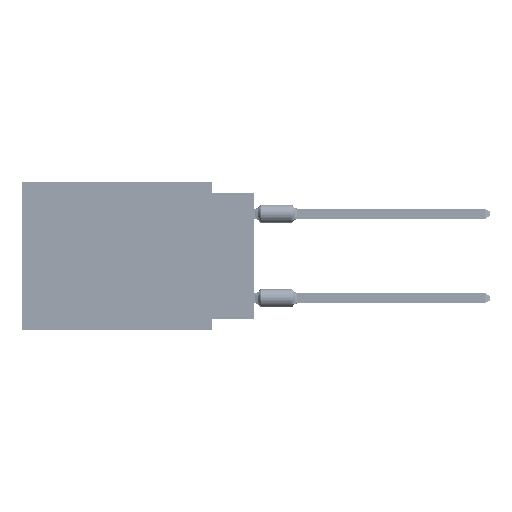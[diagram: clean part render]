
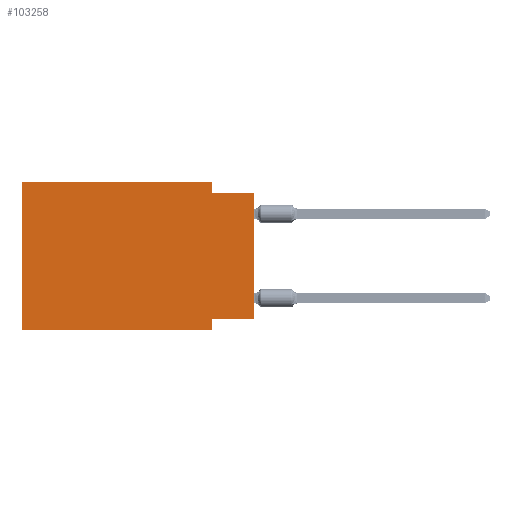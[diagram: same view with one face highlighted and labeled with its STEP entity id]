
A CAD part, left-side view. The second image highlights one B-rep face of the part: STEP entity #103258.
In plain terms, the highlighted planar face has unit normal (-1, 0, 0).
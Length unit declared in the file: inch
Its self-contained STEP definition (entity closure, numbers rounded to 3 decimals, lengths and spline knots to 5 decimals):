
#2838 = EDGE_CURVE ( 'NONE', #80452, #52131, #83204, .T. ) ;
#4000 = CARTESIAN_POINT ( 'NONE',  ( 0., 0.1, -0.35 ) ) ;
#4027 = CARTESIAN_POINT ( 'NONE',  ( 0., 0.55, 0. ) ) ;
#4954 = CARTESIAN_POINT ( 'NONE',  ( 0., 0.55, 0. ) ) ;
#9582 = CARTESIAN_POINT ( 'NONE',  ( 0., 0., 0. ) ) ;
#12579 = EDGE_CURVE ( 'NONE', #54994, #41833, #28045, .T. ) ;
#13088 = CARTESIAN_POINT ( 'NONE',  ( 0., 0.1, 0. ) ) ;
#14896 = EDGE_CURVE ( 'NONE', #31339, #41833, #92033, .T. ) ;
#16716 = DIRECTION ( 'NONE',  ( 0., 0., -1. ) ) ;
#18489 = EDGE_CURVE ( 'NONE', #43054, #40456, #78663, .T. ) ;
#18827 = VECTOR ( 'NONE', #29753, 39.37008 ) ;
#24364 = CARTESIAN_POINT ( 'NONE',  ( 0., 0.55, -0.35 ) ) ;
#24990 = ORIENTED_EDGE ( 'NONE', *, *, #18489, .F. ) ;
#25149 = VERTEX_POINT ( 'NONE', #68787 ) ;
#26948 = DIRECTION ( 'NONE',  ( 0., 0., -1. ) ) ;
#27228 = VECTOR ( 'NONE', #53366, 39.37008 ) ;
#28045 = LINE ( 'NONE', #43631, #91950 ) ;
#29753 = DIRECTION ( 'NONE',  ( 0., 0., -1. ) ) ;
#30747 = VECTOR ( 'NONE', #42369, 39.37008 ) ;
#31339 = VERTEX_POINT ( 'NONE', #49439 ) ;
#32334 = ORIENTED_EDGE ( 'NONE', *, *, #37429, .F. ) ;
#32658 = ORIENTED_EDGE ( 'NONE', *, *, #39163, .F. ) ;
#36826 = DIRECTION ( 'NONE',  ( 0., -1., 0. ) ) ;
#37429 = EDGE_CURVE ( 'NONE', #25149, #43054, #51882, .T. ) ;
#39163 = EDGE_CURVE ( 'NONE', #40456, #52131, #64639, .T. ) ;
#40456 = VERTEX_POINT ( 'NONE', #92526 ) ;
#41476 = CARTESIAN_POINT ( 'NONE',  ( 0., 0.1, -0.325 ) ) ;
#41626 = CARTESIAN_POINT ( 'NONE',  ( 0., 0., -0.325 ) ) ;
#41833 = VERTEX_POINT ( 'NONE', #4000 ) ;
#42369 = DIRECTION ( 'NONE',  ( 0., 0., 1. ) ) ;
#43054 = VERTEX_POINT ( 'NONE', #71552 ) ;
#43631 = CARTESIAN_POINT ( 'NONE',  ( 0., 0.1, -0.35 ) ) ;
#44618 = VECTOR ( 'NONE', #36826, 39.37008 ) ;
#48962 = ORIENTED_EDGE ( 'NONE', *, *, #14896, .T. ) ;
#49439 = CARTESIAN_POINT ( 'NONE',  ( 0., 0.55, -0.35 ) ) ;
#50743 = VECTOR ( 'NONE', #80241, 39.37008 ) ;
#51882 = LINE ( 'NONE', #4027, #44618 ) ;
#52131 = VERTEX_POINT ( 'NONE', #102043 ) ;
#52622 = VECTOR ( 'NONE', #57148, 39.37008 ) ;
#53366 = DIRECTION ( 'NONE',  ( 0., 0., 1. ) ) ;
#54016 = FACE_OUTER_BOUND ( 'NONE', #89901, .T. ) ;
#54544 = DIRECTION ( 'NONE',  ( 1., 0., 0. ) ) ;
#54994 = VERTEX_POINT ( 'NONE', #41476 ) ;
#57148 = DIRECTION ( 'NONE',  ( 0., -1., 0. ) ) ;
#62707 = EDGE_CURVE ( 'NONE', #80452, #54994, #75441, .T. ) ;
#64639 = LINE ( 'NONE', #96356, #50743 ) ;
#68787 = CARTESIAN_POINT ( 'NONE',  ( 0., 0.55, 0. ) ) ;
#70670 = CARTESIAN_POINT ( 'NONE',  ( 0., 0.55, 0. ) ) ;
#71552 = CARTESIAN_POINT ( 'NONE',  ( 0., 0.1, 0. ) ) ;
#74387 = DIRECTION ( 'NONE',  ( 0., 1., 0. ) ) ;
#75441 = LINE ( 'NONE', #41626, #92793 ) ;
#78663 = LINE ( 'NONE', #13088, #18827 ) ;
#80241 = DIRECTION ( 'NONE',  ( 0., -1., 0. ) ) ;
#80452 = VERTEX_POINT ( 'NONE', #92090 ) ;
#81136 = ORIENTED_EDGE ( 'NONE', *, *, #2838, .T. ) ;
#81226 = PLANE ( 'NONE',  #103681 ) ;
#83204 = LINE ( 'NONE', #9582, #30747 ) ;
#86641 = LINE ( 'NONE', #4954, #27228 ) ;
#89901 = EDGE_LOOP ( 'NONE', ( #81136, #32658, #24990, #32334, #92779, #48962, #90130, #91483 ) ) ;
#90130 = ORIENTED_EDGE ( 'NONE', *, *, #12579, .F. ) ;
#91483 = ORIENTED_EDGE ( 'NONE', *, *, #62707, .F. ) ;
#91950 = VECTOR ( 'NONE', #26948, 39.37008 ) ;
#92033 = LINE ( 'NONE', #24364, #52622 ) ;
#92090 = CARTESIAN_POINT ( 'NONE',  ( 0., 0., -0.325 ) ) ;
#92526 = CARTESIAN_POINT ( 'NONE',  ( 0., 0.1, -0.025 ) ) ;
#92779 = ORIENTED_EDGE ( 'NONE', *, *, #94697, .F. ) ;
#92793 = VECTOR ( 'NONE', #74387, 39.37008 ) ;
#94697 = EDGE_CURVE ( 'NONE', #31339, #25149, #86641, .T. ) ;
#96356 = CARTESIAN_POINT ( 'NONE',  ( 0., 0., -0.025 ) ) ;
#102043 = CARTESIAN_POINT ( 'NONE',  ( 0., 0., -0.025 ) ) ;
#103258 = ADVANCED_FACE ( 'NONE', ( #54016 ), #81226, .F. ) ;
#103681 = AXIS2_PLACEMENT_3D ( 'NONE', #70670, #54544, #16716 ) ;
